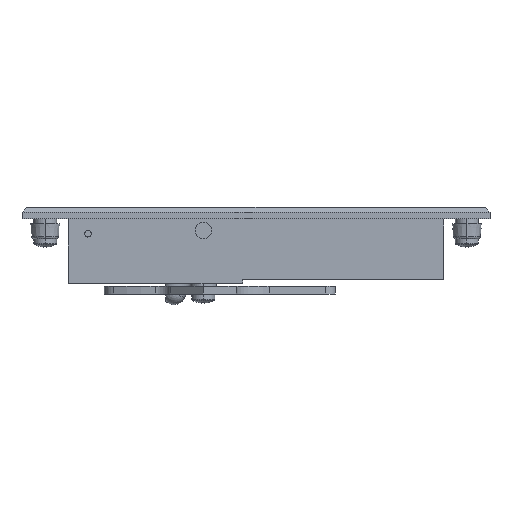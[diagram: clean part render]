
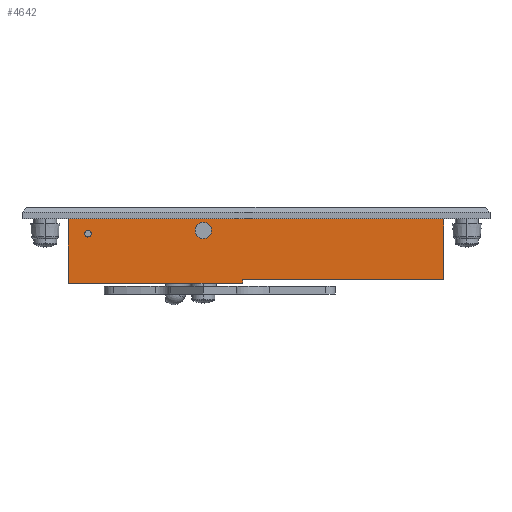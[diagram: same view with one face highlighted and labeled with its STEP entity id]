
A CAD part, left-side view. The second image highlights one B-rep face of the part: STEP entity #4642.
In plain terms, the highlighted planar face has unit normal (-1, 0, 0).
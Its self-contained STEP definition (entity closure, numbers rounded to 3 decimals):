
#65 = EDGE_CURVE ( 'NONE', #478, #4253, #4484, .T. ) ;
#133 = EDGE_CURVE ( 'NONE', #271, #272, #4693, .T. ) ;
#134 = EDGE_CURVE ( 'NONE', #976, #478, #5260, .T. ) ;
#135 = EDGE_CURVE ( 'NONE', #977, #976, #5263, .T. ) ;
#136 = EDGE_CURVE ( 'NONE', #978, #977, #5266, .T. ) ;
#169 = EDGE_CURVE ( 'NONE', #280, #275, #4704, .T. ) ;
#271 = VERTEX_POINT ( 'NONE', #5363 ) ;
#272 = VERTEX_POINT ( 'NONE', #5364 ) ;
#275 = VERTEX_POINT ( 'NONE', #5367 ) ;
#280 = VERTEX_POINT ( 'NONE', #5372 ) ;
#478 = VERTEX_POINT ( 'NONE', #5391 ) ;
#659 = ORIENTED_EDGE ( 'NONE', *, *, #135, .F. ) ;
#663 = ORIENTED_EDGE ( 'NONE', *, *, #13323, .F. ) ;
#664 = ORIENTED_EDGE ( 'NONE', *, *, #133, .F. ) ;
#665 = ORIENTED_EDGE ( 'NONE', *, *, #134, .F. ) ;
#666 = ORIENTED_EDGE ( 'NONE', *, *, #65, .F. ) ;
#667 = ORIENTED_EDGE ( 'NONE', *, *, #136, .F. ) ;
#668 = ORIENTED_EDGE ( 'NONE', *, *, #1244, .F. ) ;
#669 = ORIENTED_EDGE ( 'NONE', *, *, #1245, .F. ) ;
#695 = EDGE_LOOP ( 'NONE', ( #663, #664 ) ) ;
#696 = EDGE_LOOP ( 'NONE', ( #666, #665, #659, #667, #668, #669 ) ) ;
#697 = EDGE_LOOP ( 'NONE', ( #1292, #1291 ) ) ;
#976 = VERTEX_POINT ( 'NONE', #5459 ) ;
#977 = VERTEX_POINT ( 'NONE', #5460 ) ;
#978 = VERTEX_POINT ( 'NONE', #5461 ) ;
#979 = VERTEX_POINT ( 'NONE', #5462 ) ;
#1244 = EDGE_CURVE ( 'NONE', #979, #978, #5701, .T. ) ;
#1245 = EDGE_CURVE ( 'NONE', #4253, #979, #5704, .T. ) ;
#1246 = EDGE_CURVE ( 'NONE', #275, #280, #4721, .T. ) ;
#1291 = ORIENTED_EDGE ( 'NONE', *, *, #1246, .T. ) ;
#1292 = ORIENTED_EDGE ( 'NONE', *, *, #169, .T. ) ;
#4253 = VERTEX_POINT ( 'NONE', #11232 ) ;
#4484 = LINE ( 'NONE', #4485, #5078 ) ;
#4485 = CARTESIAN_POINT ( 'NONE',  ( -12., -73., 3.5 ) ) ;
#4486 = DIRECTION ( 'NONE',  ( 0., -1., 0. ) ) ;
#4642 = ADVANCED_FACE ( 'NONE', ( #11955, #11959, #13191 ), #12419, .T. ) ;
#4693 = CIRCLE ( 'NONE', #5141, 1. ) ;
#4704 = CIRCLE ( 'NONE', #5178, 2.5 ) ;
#4721 = CIRCLE ( 'NONE', #5804, 2.5 ) ;
#5078 = VECTOR ( 'NONE', #4486, 1000. ) ;
#5141 = AXIS2_PLACEMENT_3D ( 'NONE', #5244, #5257, #5258 ) ;
#5146 = VECTOR ( 'NONE', #5262, 1000. ) ;
#5147 = VECTOR ( 'NONE', #5265, 1000. ) ;
#5149 = VECTOR ( 'NONE', #5268, 1000. ) ;
#5178 = AXIS2_PLACEMENT_3D ( 'NONE', #5344, #5345, #5346 ) ;
#5244 = CARTESIAN_POINT ( 'NONE',  ( -12., 35., -1. ) ) ;
#5257 = DIRECTION ( 'NONE',  ( -1., 0., 0. ) ) ;
#5258 = DIRECTION ( 'NONE',  ( 0., 0., 1. ) ) ;
#5260 = LINE ( 'NONE', #5261, #5146 ) ;
#5261 = CARTESIAN_POINT ( 'NONE',  ( -12., 41., 3.5 ) ) ;
#5262 = DIRECTION ( 'NONE',  ( 0., 0., 1. ) ) ;
#5263 = LINE ( 'NONE', #5264, #5147 ) ;
#5264 = CARTESIAN_POINT ( 'NONE',  ( -12., 41., -16. ) ) ;
#5265 = DIRECTION ( 'NONE',  ( 0., 1., 0. ) ) ;
#5266 = LINE ( 'NONE', #5267, #5149 ) ;
#5267 = CARTESIAN_POINT ( 'NONE',  ( -12., -12., -16. ) ) ;
#5268 = DIRECTION ( 'NONE',  ( 0., 0., -1. ) ) ;
#5344 = CARTESIAN_POINT ( 'NONE',  ( -12., 0., 0. ) ) ;
#5345 = DIRECTION ( 'NONE',  ( 1., 0., 0. ) ) ;
#5346 = DIRECTION ( 'NONE',  ( 0., 0., -1. ) ) ;
#5363 = CARTESIAN_POINT ( 'NONE',  ( -12., 35., 0. ) ) ;
#5364 = CARTESIAN_POINT ( 'NONE',  ( -12., 35., -2. ) ) ;
#5367 = CARTESIAN_POINT ( 'NONE',  ( -12., 0., -2.5 ) ) ;
#5372 = CARTESIAN_POINT ( 'NONE',  ( -12., 0., 2.5 ) ) ;
#5391 = CARTESIAN_POINT ( 'NONE',  ( -12., 41., 3.5 ) ) ;
#5459 = CARTESIAN_POINT ( 'NONE',  ( -12., 41., -16. ) ) ;
#5460 = CARTESIAN_POINT ( 'NONE',  ( -12., -12., -16. ) ) ;
#5461 = CARTESIAN_POINT ( 'NONE',  ( -12., -12., -15. ) ) ;
#5462 = CARTESIAN_POINT ( 'NONE',  ( -12., -73., -15. ) ) ;
#5700 = CARTESIAN_POINT ( 'NONE',  ( -12., 0., 0. ) ) ;
#5701 = LINE ( 'NONE', #5702, #5805 ) ;
#5702 = CARTESIAN_POINT ( 'NONE',  ( -12., -12., -15. ) ) ;
#5703 = DIRECTION ( 'NONE',  ( 0., 1., 0. ) ) ;
#5704 = LINE ( 'NONE', #5705, #5807 ) ;
#5705 = CARTESIAN_POINT ( 'NONE',  ( -12., -73., -15. ) ) ;
#5706 = DIRECTION ( 'NONE',  ( 0., 0., -1. ) ) ;
#5707 = DIRECTION ( 'NONE',  ( 1., 0., 0. ) ) ;
#5708 = DIRECTION ( 'NONE',  ( 0., 0., -1. ) ) ;
#5804 = AXIS2_PLACEMENT_3D ( 'NONE', #5700, #5707, #5708 ) ;
#5805 = VECTOR ( 'NONE', #5703, 1000. ) ;
#5807 = VECTOR ( 'NONE', #5706, 1000. ) ;
#11232 = CARTESIAN_POINT ( 'NONE',  ( -12., -73., 3.5 ) ) ;
#11955 = FACE_BOUND ( 'NONE', #695, .T. ) ;
#11959 = FACE_OUTER_BOUND ( 'NONE', #696, .T. ) ;
#11979 = CIRCLE ( 'NONE', #13228, 1. ) ;
#12419 = PLANE ( 'NONE',  #13193 ) ;
#12420 = CARTESIAN_POINT ( 'NONE',  ( -12., 41., 3.5 ) ) ;
#12421 = DIRECTION ( 'NONE',  ( -1., 0., 0. ) ) ;
#12422 = DIRECTION ( 'NONE',  ( 0., 0., 1. ) ) ;
#12524 = CARTESIAN_POINT ( 'NONE',  ( -12., 35., -1. ) ) ;
#12528 = DIRECTION ( 'NONE',  ( -1., 0., 0. ) ) ;
#12529 = DIRECTION ( 'NONE',  ( 0., 0., 1. ) ) ;
#13191 = FACE_BOUND ( 'NONE', #697, .T. ) ;
#13193 = AXIS2_PLACEMENT_3D ( 'NONE', #12420, #12421, #12422 ) ;
#13228 = AXIS2_PLACEMENT_3D ( 'NONE', #12524, #12528, #12529 ) ;
#13323 = EDGE_CURVE ( 'NONE', #272, #271, #11979, .T. ) ;
